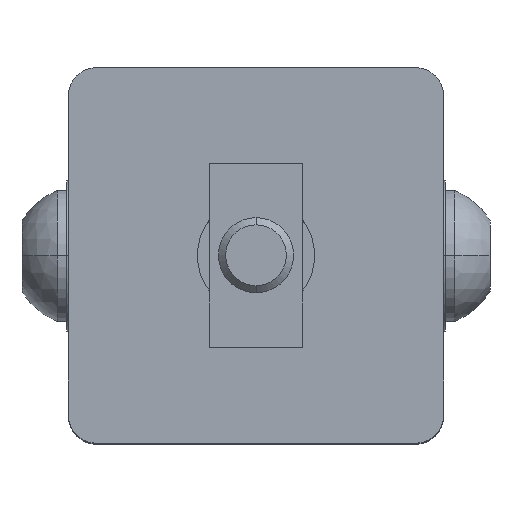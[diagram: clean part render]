
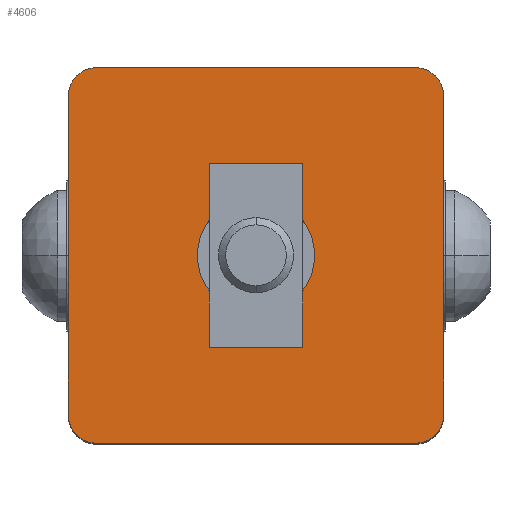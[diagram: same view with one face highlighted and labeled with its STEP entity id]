
A CAD part, top view. The second image highlights one B-rep face of the part: STEP entity #4606.
In plain terms, the highlighted planar face has unit normal (0, 0, 1).
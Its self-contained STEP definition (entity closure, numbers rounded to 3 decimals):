
#99 = CARTESIAN_POINT ( 'NONE',  ( 0., -6.25, 68. ) ) ;
#114 = DIRECTION ( 'NONE',  ( 0.707, -0.707, 0. ) ) ;
#282 = AXIS2_PLACEMENT_3D ( 'NONE', #4515, #4598, #2413 ) ;
#290 = LINE ( 'NONE', #4475, #8353 ) ;
#293 = CIRCLE ( 'NONE', #282, 3. ) ;
#301 = LINE ( 'NONE', #367, #6733 ) ;
#367 = CARTESIAN_POINT ( 'NONE',  ( -17., -20., 68. ) ) ;
#438 = AXIS2_PLACEMENT_3D ( 'NONE', #5209, #5839, #5893 ) ;
#443 = ORIENTED_EDGE ( 'NONE', *, *, #6532, .F. ) ;
#463 = CIRCLE ( 'NONE', #7187, 6.25 ) ;
#502 = CARTESIAN_POINT ( 'NONE',  ( 0., 0., 68. ) ) ;
#513 = ORIENTED_EDGE ( 'NONE', *, *, #3486, .F. ) ;
#524 = ORIENTED_EDGE ( 'NONE', *, *, #6996, .F. ) ;
#597 = DIRECTION ( 'NONE',  ( 0., 0., -1. ) ) ;
#605 = VERTEX_POINT ( 'NONE', #7165 ) ;
#706 = AXIS2_PLACEMENT_3D ( 'NONE', #6215, #2679, #7471 ) ;
#723 = VERTEX_POINT ( 'NONE', #5752 ) ;
#755 = ORIENTED_EDGE ( 'NONE', *, *, #1689, .F. ) ;
#825 = EDGE_CURVE ( 'NONE', #7688, #605, #3320, .T. ) ;
#1275 = DIRECTION ( 'NONE',  ( 1., 0., 0. ) ) ;
#1438 = CARTESIAN_POINT ( 'NONE',  ( 17., -17., 68. ) ) ;
#1516 = ORIENTED_EDGE ( 'NONE', *, *, #6135, .T. ) ;
#1517 = CARTESIAN_POINT ( 'NONE',  ( 17., -20., 68. ) ) ;
#1653 = CIRCLE ( 'NONE', #706, 3. ) ;
#1689 = EDGE_CURVE ( 'NONE', #723, #5585, #1653, .T. ) ;
#1762 = CARTESIAN_POINT ( 'NONE',  ( -17., -20., 68. ) ) ;
#1882 = AXIS2_PLACEMENT_3D ( 'NONE', #3344, #597, #4745 ) ;
#1894 = EDGE_LOOP ( 'NONE', ( #8302, #1516, #8669, #524, #2479, #755, #2917, #6420, #8424, #8217, #513, #443 ) ) ;
#1926 = CARTESIAN_POINT ( 'NONE',  ( -17., -17., 68. ) ) ;
#1964 = DIRECTION ( 'NONE',  ( 0., 1., 0. ) ) ;
#2272 = LINE ( 'NONE', #6189, #4815 ) ;
#2276 = CARTESIAN_POINT ( 'NONE',  ( 19.121, -19.121, 68. ) ) ;
#2283 = DIRECTION ( 'NONE',  ( 0.707, -0.707, 0. ) ) ;
#2341 = CIRCLE ( 'NONE', #8989, 3. ) ;
#2343 = DIRECTION ( 'NONE',  ( 0., 1., 0. ) ) ;
#2356 = EDGE_CURVE ( 'NONE', #4537, #723, #8077, .T. ) ;
#2398 = ORIENTED_EDGE ( 'NONE', *, *, #4787, .T. ) ;
#2413 = DIRECTION ( 'NONE',  ( -0.707, -0.707, 0. ) ) ;
#2429 = CIRCLE ( 'NONE', #8933, 3. ) ;
#2469 = CARTESIAN_POINT ( 'NONE',  ( -17., 17., 68. ) ) ;
#2479 = ORIENTED_EDGE ( 'NONE', *, *, #2730, .T. ) ;
#2499 = DIRECTION ( 'NONE',  ( 0., 0., -1. ) ) ;
#2572 = EDGE_CURVE ( 'NONE', #2779, #5104, #5860, .T. ) ;
#2578 = DIRECTION ( 'NONE',  ( -0.707, -0.707, 0. ) ) ;
#2640 = DIRECTION ( 'NONE',  ( 0., 0., -1. ) ) ;
#2679 = DIRECTION ( 'NONE',  ( 0., 0., -1. ) ) ;
#2730 = EDGE_CURVE ( 'NONE', #4224, #5585, #290, .T. ) ;
#2779 = VERTEX_POINT ( 'NONE', #2276 ) ;
#2917 = ORIENTED_EDGE ( 'NONE', *, *, #2356, .F. ) ;
#2999 = AXIS2_PLACEMENT_3D ( 'NONE', #3439, #4114, #5568 ) ;
#3158 = FACE_OUTER_BOUND ( 'NONE', #1894, .T. ) ;
#3177 = VECTOR ( 'NONE', #1964, 1000. ) ;
#3227 = DIRECTION ( 'NONE',  ( -0.707, 0.707, 0. ) ) ;
#3320 = CIRCLE ( 'NONE', #8636, 3. ) ;
#3344 = CARTESIAN_POINT ( 'NONE',  ( 0., 0., 68. ) ) ;
#3352 = EDGE_CURVE ( 'NONE', #3543, #3754, #463, .T. ) ;
#3436 = EDGE_CURVE ( 'NONE', #6522, #4537, #2272, .T. ) ;
#3439 = CARTESIAN_POINT ( 'NONE',  ( 17., 17., 68. ) ) ;
#3486 = EDGE_CURVE ( 'NONE', #7862, #7688, #4157, .T. ) ;
#3543 = VERTEX_POINT ( 'NONE', #99 ) ;
#3754 = VERTEX_POINT ( 'NONE', #8503 ) ;
#3861 = CARTESIAN_POINT ( 'NONE',  ( -17., 20., 68. ) ) ;
#3945 = CARTESIAN_POINT ( 'NONE',  ( 17., 20., 68. ) ) ;
#4026 = CARTESIAN_POINT ( 'NONE',  ( -20., -17., 68. ) ) ;
#4114 = DIRECTION ( 'NONE',  ( 0., 0., -1. ) ) ;
#4157 = LINE ( 'NONE', #4026, #3177 ) ;
#4193 = CARTESIAN_POINT ( 'NONE',  ( -19.121, -19.121, 68. ) ) ;
#4197 = ORIENTED_EDGE ( 'NONE', *, *, #3352, .T. ) ;
#4224 = VERTEX_POINT ( 'NONE', #4758 ) ;
#4245 = CIRCLE ( 'NONE', #1882, 6.25 ) ;
#4456 = CIRCLE ( 'NONE', #5234, 3. ) ;
#4471 = DIRECTION ( 'NONE',  ( -0.707, 0.707, 0. ) ) ;
#4475 = CARTESIAN_POINT ( 'NONE',  ( 20., -17., 68. ) ) ;
#4515 = CARTESIAN_POINT ( 'NONE',  ( -17., -17., 68. ) ) ;
#4537 = VERTEX_POINT ( 'NONE', #3945 ) ;
#4598 = DIRECTION ( 'NONE',  ( 0., 0., -1. ) ) ;
#4606 = ADVANCED_FACE ( 'NONE', ( #3158, #8388 ), #5813, .F. ) ;
#4745 = DIRECTION ( 'NONE',  ( 0., -1., 0. ) ) ;
#4758 = CARTESIAN_POINT ( 'NONE',  ( 20., -17., 68. ) ) ;
#4787 = EDGE_CURVE ( 'NONE', #3754, #3543, #4245, .T. ) ;
#4815 = VECTOR ( 'NONE', #1275, 1000. ) ;
#4868 = AXIS2_PLACEMENT_3D ( 'NONE', #1438, #5691, #114 ) ;
#5012 = VERTEX_POINT ( 'NONE', #4193 ) ;
#5104 = VERTEX_POINT ( 'NONE', #1517 ) ;
#5190 = CARTESIAN_POINT ( 'NONE',  ( 17., -17., 68. ) ) ;
#5209 = CARTESIAN_POINT ( 'NONE',  ( -12.5, 0., 68. ) ) ;
#5234 = AXIS2_PLACEMENT_3D ( 'NONE', #5190, #8583, #2283 ) ;
#5245 = DIRECTION ( 'NONE',  ( 0., 0., -1. ) ) ;
#5367 = CARTESIAN_POINT ( 'NONE',  ( -20., -17., 68. ) ) ;
#5568 = DIRECTION ( 'NONE',  ( 0.707, 0.707, 0. ) ) ;
#5585 = VERTEX_POINT ( 'NONE', #6705 ) ;
#5654 = CARTESIAN_POINT ( 'NONE',  ( -20., 17., 68. ) ) ;
#5691 = DIRECTION ( 'NONE',  ( 0., 0., -1. ) ) ;
#5752 = CARTESIAN_POINT ( 'NONE',  ( 19.121, 19.121, 68. ) ) ;
#5813 = PLANE ( 'NONE',  #438 ) ;
#5839 = DIRECTION ( 'NONE',  ( 0., 0., -1. ) ) ;
#5860 = CIRCLE ( 'NONE', #4868, 3. ) ;
#5893 = DIRECTION ( 'NONE',  ( -1., 0., 0. ) ) ;
#5927 = DIRECTION ( 'NONE',  ( 0., -1., 0. ) ) ;
#5998 = DIRECTION ( 'NONE',  ( 1., 0., 0. ) ) ;
#6034 = EDGE_LOOP ( 'NONE', ( #4197, #2398 ) ) ;
#6135 = EDGE_CURVE ( 'NONE', #7877, #5104, #301, .T. ) ;
#6189 = CARTESIAN_POINT ( 'NONE',  ( -17., 20., 68. ) ) ;
#6215 = CARTESIAN_POINT ( 'NONE',  ( 17., 17., 68. ) ) ;
#6420 = ORIENTED_EDGE ( 'NONE', *, *, #3436, .F. ) ;
#6522 = VERTEX_POINT ( 'NONE', #3861 ) ;
#6532 = EDGE_CURVE ( 'NONE', #5012, #7862, #293, .T. ) ;
#6705 = CARTESIAN_POINT ( 'NONE',  ( 20., 17., 68. ) ) ;
#6733 = VECTOR ( 'NONE', #5998, 1000. ) ;
#6996 = EDGE_CURVE ( 'NONE', #4224, #2779, #4456, .T. ) ;
#7111 = EDGE_CURVE ( 'NONE', #605, #6522, #2341, .T. ) ;
#7165 = CARTESIAN_POINT ( 'NONE',  ( -19.121, 19.121, 68. ) ) ;
#7187 = AXIS2_PLACEMENT_3D ( 'NONE', #502, #8072, #5927 ) ;
#7287 = CARTESIAN_POINT ( 'NONE',  ( -17., 17., 68. ) ) ;
#7471 = DIRECTION ( 'NONE',  ( 0.707, 0.707, 0. ) ) ;
#7688 = VERTEX_POINT ( 'NONE', #5654 ) ;
#7862 = VERTEX_POINT ( 'NONE', #5367 ) ;
#7877 = VERTEX_POINT ( 'NONE', #1762 ) ;
#8072 = DIRECTION ( 'NONE',  ( 0., 0., -1. ) ) ;
#8077 = CIRCLE ( 'NONE', #2999, 3. ) ;
#8217 = ORIENTED_EDGE ( 'NONE', *, *, #825, .F. ) ;
#8302 = ORIENTED_EDGE ( 'NONE', *, *, #8569, .F. ) ;
#8353 = VECTOR ( 'NONE', #2343, 1000. ) ;
#8388 = FACE_BOUND ( 'NONE', #6034, .T. ) ;
#8424 = ORIENTED_EDGE ( 'NONE', *, *, #7111, .F. ) ;
#8503 = CARTESIAN_POINT ( 'NONE',  ( 0., 6.25, 68. ) ) ;
#8569 = EDGE_CURVE ( 'NONE', #7877, #5012, #2429, .T. ) ;
#8583 = DIRECTION ( 'NONE',  ( 0., 0., -1. ) ) ;
#8636 = AXIS2_PLACEMENT_3D ( 'NONE', #7287, #5245, #4471 ) ;
#8669 = ORIENTED_EDGE ( 'NONE', *, *, #2572, .F. ) ;
#8933 = AXIS2_PLACEMENT_3D ( 'NONE', #1926, #2640, #2578 ) ;
#8989 = AXIS2_PLACEMENT_3D ( 'NONE', #2469, #2499, #3227 ) ;
